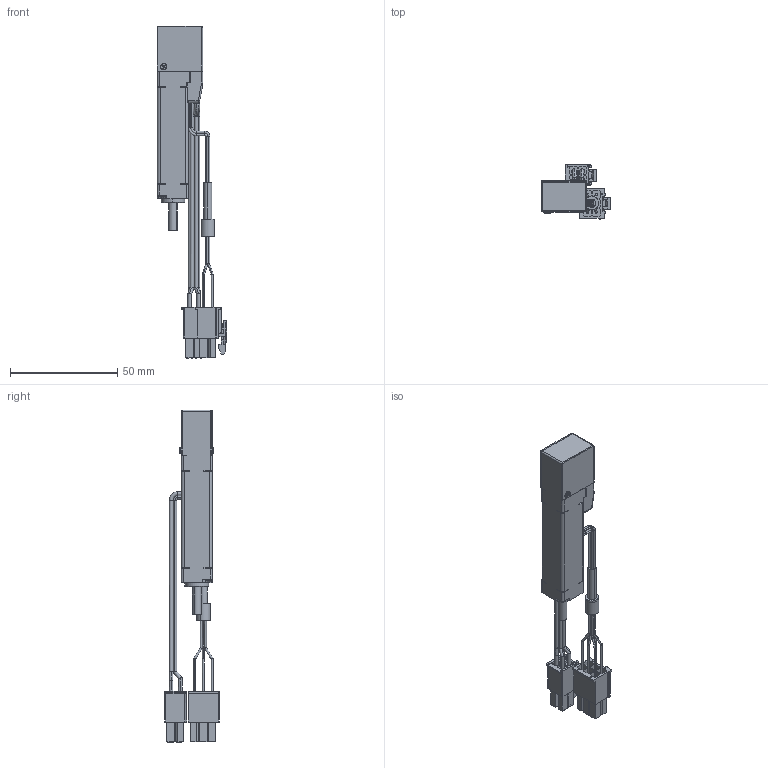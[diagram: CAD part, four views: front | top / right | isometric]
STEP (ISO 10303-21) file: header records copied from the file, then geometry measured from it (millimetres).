
FILE_DESCRIPTION( ('This file contains a STEP AP42 implementation' ,'as created by ZW3D STEP Interface translator.') ,'2;1' );
FILE_NAME( 'SV-X6MN0024A-N6PA.stp' ,'24 1 3.115312', (''), ('ZWCAD Software Co.'), 'Version 1.0', 'ZW3D to STEP translator', '' );
FILE_SCHEMA(('AUTOMOTIVE_DESIGN { 1 0 10303 214 1 1 1 1 }'));
Length unit declared in the file: millimetre
Products named in the file (2): 0; SV-X6MN0024A-N6PA
Bounding box: 32.32 x 25.58 x 154.68 mm (x, y, z)
Volume: 25671.1 mm3; surface area: 17074.5 mm2
Topology: 1 solids, 1 shells, 1132 faces, 3095 edges, 2001 vertices
Faces by surface type: plane 728, cylinder 306, torus 52, cone 34, sphere 8, bspline 4
Full cylindrical faces by diameter (mm): 1.76 x2
Entity records: 36842 total; most frequent: CARTESIAN_POINT 6753, ORIENTED_EDGE 6184, DIRECTION 5895, EDGE_CURVE 3087, VECTOR 2261, LINE 2261, VERTEX_POINT 1991, AXIS2_PLACEMENT_3D 1817
